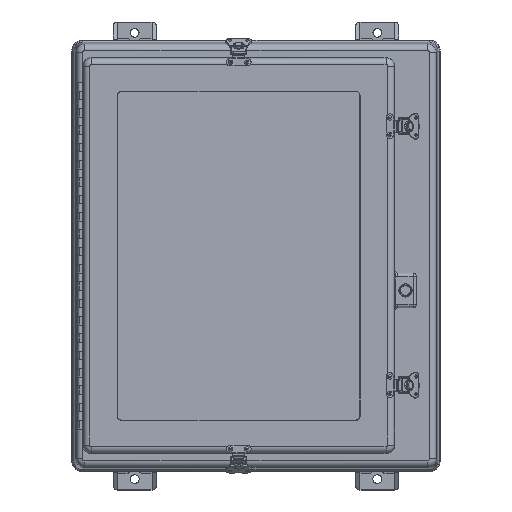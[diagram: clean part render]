
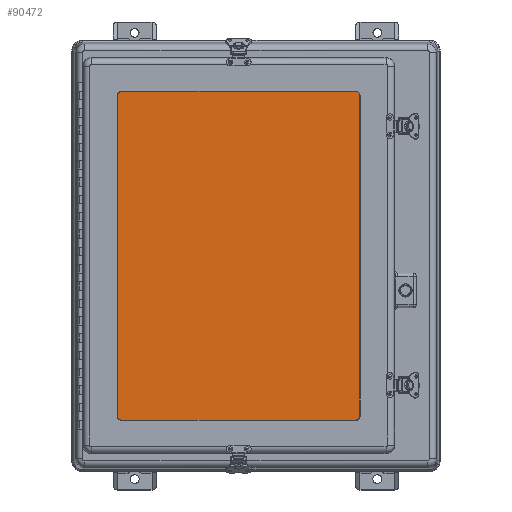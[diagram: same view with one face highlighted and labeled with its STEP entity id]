
A CAD part, top view. The second image highlights one B-rep face of the part: STEP entity #90472.
In plain terms, the highlighted planar face has unit normal (0, 0, 1).
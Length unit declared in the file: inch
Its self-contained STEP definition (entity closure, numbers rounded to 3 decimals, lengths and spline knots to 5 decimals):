
#169 = FACE_OUTER_BOUND ( 'NONE', #60236, .T. ) ;
#1333 = DIRECTION ( 'NONE',  ( 0., 1., 0. ) ) ;
#2434 = VECTOR ( 'NONE', #68811, 39.37008 ) ;
#3625 = VERTEX_POINT ( 'NONE', #45112 ) ;
#5191 = DIRECTION ( 'NONE',  ( 0., 0., -1. ) ) ;
#6029 = ORIENTED_EDGE ( 'NONE', *, *, #60211, .F. ) ;
#8597 = CARTESIAN_POINT ( 'NONE',  ( -7.97973, -9.25, 8.658 ) ) ;
#9869 = DIRECTION ( 'NONE',  ( 0., -1., 0. ) ) ;
#11105 = VERTEX_POINT ( 'NONE', #43917 ) ;
#11258 = VERTEX_POINT ( 'NONE', #17806 ) ;
#12548 = ORIENTED_EDGE ( 'NONE', *, *, #29839, .F. ) ;
#13080 = DIRECTION ( 'NONE',  ( 0., 0., -1. ) ) ;
#17500 = ORIENTED_EDGE ( 'NONE', *, *, #36683, .F. ) ;
#17806 = CARTESIAN_POINT ( 'NONE',  ( 5.75027, -9.48, 8.658 ) ) ;
#20112 = ORIENTED_EDGE ( 'NONE', *, *, #26939, .F. ) ;
#21674 = EDGE_CURVE ( 'NONE', #41655, #90620, #60819, .T. ) ;
#24836 = VERTEX_POINT ( 'NONE', #77127 ) ;
#26939 = EDGE_CURVE ( 'NONE', #11258, #41655, #65890, .T. ) ;
#29839 = EDGE_CURVE ( 'NONE', #24836, #11258, #55430, .T. ) ;
#30010 = DIRECTION ( 'NONE',  ( 1., 0., 0. ) ) ;
#30298 = ORIENTED_EDGE ( 'NONE', *, *, #21674, .F. ) ;
#30332 = VERTEX_POINT ( 'NONE', #81298 ) ;
#31135 = AXIS2_PLACEMENT_3D ( 'NONE', #68618, #90264, #61894 ) ;
#31647 = EDGE_CURVE ( 'NONE', #90620, #32257, #73363, .T. ) ;
#31912 = EDGE_CURVE ( 'NONE', #30332, #11105, #63412, .T. ) ;
#32257 = VERTEX_POINT ( 'NONE', #54484 ) ;
#33258 = CARTESIAN_POINT ( 'NONE',  ( -7.97973, -9.25, 8.658 ) ) ;
#34222 = CARTESIAN_POINT ( 'NONE',  ( 5.75027, 9.25, 8.658 ) ) ;
#35234 = AXIS2_PLACEMENT_3D ( 'NONE', #60175, #74192, #67185 ) ;
#36683 = EDGE_CURVE ( 'NONE', #11105, #3625, #83371, .T. ) ;
#37663 = DIRECTION ( 'NONE',  ( 0., 1., 0. ) ) ;
#37717 = CARTESIAN_POINT ( 'NONE',  ( 5.98027, 9.25, 8.658 ) ) ;
#41655 = VERTEX_POINT ( 'NONE', #77431 ) ;
#43917 = CARTESIAN_POINT ( 'NONE',  ( 5.75027, 9.48, 8.658 ) ) ;
#44186 = DIRECTION ( 'NONE',  ( 0., 0., -1. ) ) ;
#45112 = CARTESIAN_POINT ( 'NONE',  ( 5.98027, 9.25, 8.658 ) ) ;
#47581 = PLANE ( 'NONE',  #31135 ) ;
#51395 = VECTOR ( 'NONE', #30010, 39.37008 ) ;
#54484 = CARTESIAN_POINT ( 'NONE',  ( -7.97973, 9.25, 8.658 ) ) ;
#54916 = LINE ( 'NONE', #37717, #89838 ) ;
#55430 = CIRCLE ( 'NONE', #35234, 0.23 ) ;
#56149 = ORIENTED_EDGE ( 'NONE', *, *, #31912, .F. ) ;
#57636 = ORIENTED_EDGE ( 'NONE', *, *, #57926, .F. ) ;
#57926 = EDGE_CURVE ( 'NONE', #3625, #24836, #54916, .T. ) ;
#58034 = VECTOR ( 'NONE', #37663, 39.37008 ) ;
#60175 = CARTESIAN_POINT ( 'NONE',  ( 5.75027, -9.25, 8.658 ) ) ;
#60211 = EDGE_CURVE ( 'NONE', #32257, #30332, #74603, .T. ) ;
#60236 = EDGE_LOOP ( 'NONE', ( #56149, #6029, #62555, #30298, #20112, #12548, #57636, #17500 ) ) ;
#60331 = DIRECTION ( 'NONE',  ( 0., 1., 0. ) ) ;
#60819 = CIRCLE ( 'NONE', #89546, 0.23 ) ;
#61894 = DIRECTION ( 'NONE',  ( 0., 1., 0. ) ) ;
#62555 = ORIENTED_EDGE ( 'NONE', *, *, #31647, .F. ) ;
#63412 = LINE ( 'NONE', #85046, #51395 ) ;
#65890 = LINE ( 'NONE', #89531, #2434 ) ;
#67185 = DIRECTION ( 'NONE',  ( 0., 1., 0. ) ) ;
#68618 = CARTESIAN_POINT ( 'NONE',  ( -0.99973, 0., 8.658 ) ) ;
#68811 = DIRECTION ( 'NONE',  ( -1., 0., 0. ) ) ;
#73363 = LINE ( 'NONE', #8597, #58034 ) ;
#74192 = DIRECTION ( 'NONE',  ( 0., 0., -1. ) ) ;
#74603 = CIRCLE ( 'NONE', #86898, 0.23 ) ;
#77127 = CARTESIAN_POINT ( 'NONE',  ( 5.98027, -9.25, 8.658 ) ) ;
#77431 = CARTESIAN_POINT ( 'NONE',  ( -7.74973, -9.48, 8.658 ) ) ;
#78980 = CARTESIAN_POINT ( 'NONE',  ( -7.74973, 9.25, 8.658 ) ) ;
#81015 = AXIS2_PLACEMENT_3D ( 'NONE', #34222, #13080, #90419 ) ;
#81298 = CARTESIAN_POINT ( 'NONE',  ( -7.74973, 9.48, 8.658 ) ) ;
#81928 = CARTESIAN_POINT ( 'NONE',  ( -7.74973, -9.25, 8.658 ) ) ;
#83371 = CIRCLE ( 'NONE', #81015, 0.23 ) ;
#85046 = CARTESIAN_POINT ( 'NONE',  ( -7.74973, 9.48, 8.658 ) ) ;
#86898 = AXIS2_PLACEMENT_3D ( 'NONE', #78980, #44186, #1333 ) ;
#89531 = CARTESIAN_POINT ( 'NONE',  ( 5.75027, -9.48, 8.658 ) ) ;
#89546 = AXIS2_PLACEMENT_3D ( 'NONE', #81928, #5191, #60331 ) ;
#89838 = VECTOR ( 'NONE', #9869, 39.37008 ) ;
#90264 = DIRECTION ( 'NONE',  ( 0., 0., 1. ) ) ;
#90419 = DIRECTION ( 'NONE',  ( 0., 1., 0. ) ) ;
#90472 = ADVANCED_FACE ( 'NONE', ( #169 ), #47581, .T. ) ;
#90620 = VERTEX_POINT ( 'NONE', #33258 ) ;
